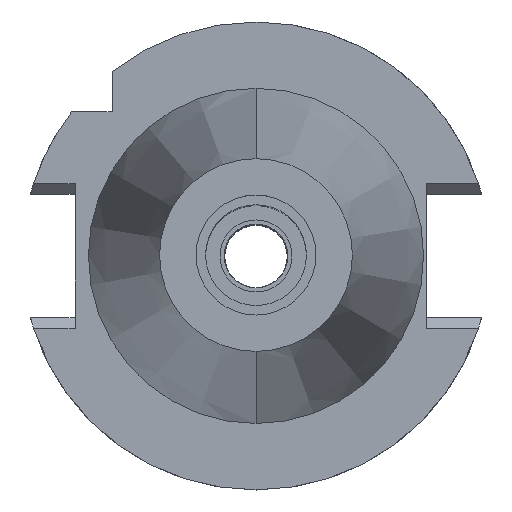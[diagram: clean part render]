
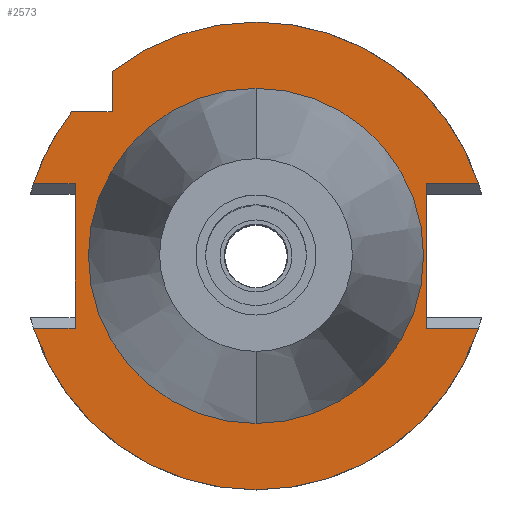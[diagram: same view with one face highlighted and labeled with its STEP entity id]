
A CAD part, top view. The second image highlights one B-rep face of the part: STEP entity #2573.
In plain terms, the highlighted planar face has unit normal (0, 0, 1).
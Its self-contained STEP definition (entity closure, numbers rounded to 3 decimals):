
#753=DIRECTION('',(0.,-1.,0.));
#754=VECTOR('',#753,30.1);
#755=CARTESIAN_POINT('',(-37.7,15.05,-1.5));
#756=LINE('',#755,#754);
#816=DIRECTION('',(-1.,0.,0.));
#817=VECTOR('',#816,8.426);
#818=CARTESIAN_POINT('',(-30.,30.,-1.5));
#819=LINE('',#818,#817);
#840=DIRECTION('',(0.,1.,0.));
#841=VECTOR('',#840,8.426);
#842=CARTESIAN_POINT('',(-30.,30.,-1.5));
#843=LINE('',#842,#841);
#847=CARTESIAN_POINT('',(0.,0.,-1.5));
#848=DIRECTION('',(0.,0.,-1.));
#849=DIRECTION('',(-0.615,0.788,0.));
#850=AXIS2_PLACEMENT_3D('',#847,#848,#849);
#855=CARTESIAN_POINT('',(0.,0.,-1.5));
#856=DIRECTION('',(0.,0.,-1.));
#857=DIRECTION('',(0.,1.,0.));
#858=AXIS2_PLACEMENT_3D('',#855,#856,#857);
#863=DIRECTION('',(0.,-1.,0.));
#864=VECTOR('',#863,30.1);
#865=CARTESIAN_POINT('',(35.5,15.05,-1.5));
#866=LINE('',#865,#864);
#870=DIRECTION('',(1.,0.,0.));
#871=VECTOR('',#870,10.869);
#872=CARTESIAN_POINT('',(35.5,-15.05,-1.5));
#873=LINE('',#872,#871);
#877=CARTESIAN_POINT('',(0.,0.,-1.5));
#878=DIRECTION('',(0.,0.,-1.));
#879=DIRECTION('',(0.951,-0.309,0.));
#880=AXIS2_PLACEMENT_3D('',#877,#878,#879);
#885=CARTESIAN_POINT('',(0.,0.,-1.5));
#886=DIRECTION('',(0.,0.,-1.));
#887=DIRECTION('',(0.,-1.,0.));
#888=AXIS2_PLACEMENT_3D('',#885,#886,#887);
#893=DIRECTION('',(-1.,0.,0.));
#894=VECTOR('',#893,8.669);
#895=CARTESIAN_POINT('',(-37.7,15.05,-1.5));
#896=LINE('',#895,#894);
#900=CARTESIAN_POINT('',(0.,0.,-1.5));
#901=DIRECTION('',(0.,0.,-1.));
#902=DIRECTION('',(-0.951,0.309,0.));
#903=AXIS2_PLACEMENT_3D('',#900,#901,#902);
#908=CARTESIAN_POINT('',(0.,0.,-1.5));
#909=DIRECTION('',(0.,0.,1.));
#910=DIRECTION('',(0.,-1.,0.));
#911=AXIS2_PLACEMENT_3D('',#908,#909,#910);
#916=CARTESIAN_POINT('',(0.,0.,-1.5));
#917=DIRECTION('',(0.,0.,1.));
#918=DIRECTION('',(0.,1.,0.));
#919=AXIS2_PLACEMENT_3D('',#916,#917,#918);
#941=CARTESIAN_POINT('',(46.369,15.05,-1.5));
#1107=DIRECTION('',(1.,0.,0.));
#1108=VECTOR('',#1107,10.869);
#1109=CARTESIAN_POINT('',(35.5,15.05,-1.5));
#1110=LINE('',#1109,#1108);
#1117=CARTESIAN_POINT('',(-46.369,-15.05,-1.5));
#1151=DIRECTION('',(-1.,0.,0.));
#1152=VECTOR('',#1151,8.669);
#1153=CARTESIAN_POINT('',(-37.7,-15.05,-1.5));
#1154=LINE('',#1153,#1152);
#1650=CARTESIAN_POINT('',(-30.,38.426,-1.5));
#1651=VERTEX_POINT('',#1650);
#1652=CARTESIAN_POINT('',(-30.,30.,-1.5));
#1653=VERTEX_POINT('',#1652);
#1683=CARTESIAN_POINT('',(-37.7,15.05,-1.5));
#1684=VERTEX_POINT('',#1683);
#1685=CARTESIAN_POINT('',(-37.7,-15.05,-1.5));
#1686=VERTEX_POINT('',#1685);
#1743=VERTEX_POINT('',#1117);
#1744=CARTESIAN_POINT('',(0.,-48.75,-1.5));
#1745=VERTEX_POINT('',#1744);
#1746=CARTESIAN_POINT('',(46.369,-15.05,-1.5));
#1747=VERTEX_POINT('',#1746);
#1751=VERTEX_POINT('',#941);
#1752=CARTESIAN_POINT('',(0.,48.75,-1.5));
#1753=VERTEX_POINT('',#1752);
#1754=CARTESIAN_POINT('',(-38.426,30.,-1.5));
#1755=VERTEX_POINT('',#1754);
#1756=CARTESIAN_POINT('',(-46.369,15.05,-1.5));
#1757=VERTEX_POINT('',#1756);
#1758=CARTESIAN_POINT('',(35.5,15.05,-1.5));
#1759=VERTEX_POINT('',#1758);
#1760=CARTESIAN_POINT('',(35.5,-15.05,-1.5));
#1761=VERTEX_POINT('',#1760);
#1762=CARTESIAN_POINT('',(0.,-34.925,-1.5));
#1763=CARTESIAN_POINT('',(0.,34.925,-1.5));
#1764=VERTEX_POINT('',#1762);
#1765=VERTEX_POINT('',#1763);
#2538=CARTESIAN_POINT('',(0.,0.,-1.5));
#2539=DIRECTION('',(0.,0.,-1.));
#2540=DIRECTION('',(0.,-1.,0.));
#2541=AXIS2_PLACEMENT_3D('',#2538,#2539,#2540);
#2542=PLANE('',#2541);
#2543=ORIENTED_EDGE('',*,*,#2318,.T.);
#2545=ORIENTED_EDGE('',*,*,#2544,.T.);
#2547=ORIENTED_EDGE('',*,*,#2546,.T.);
#2549=ORIENTED_EDGE('',*,*,#2548,.F.);
#2550=ORIENTED_EDGE('',*,*,#2378,.T.);
#2552=ORIENTED_EDGE('',*,*,#2551,.T.);
#2554=ORIENTED_EDGE('',*,*,#2553,.T.);
#2556=ORIENTED_EDGE('',*,*,#2555,.T.);
#2558=ORIENTED_EDGE('',*,*,#2557,.F.);
#2559=ORIENTED_EDGE('',*,*,#2465,.F.);
#2561=ORIENTED_EDGE('',*,*,#2560,.T.);
#2563=ORIENTED_EDGE('',*,*,#2562,.T.);
#2564=ORIENTED_EDGE('',*,*,#2520,.F.);
#2565=EDGE_LOOP('',(#2543,#2545,#2547,#2549,#2550,#2552,#2554,#2556,#2558,#2559,
#2561,#2563,#2564));
#2566=FACE_OUTER_BOUND('',#2565,.F.);
#2568=ORIENTED_EDGE('',*,*,#2567,.T.);
#2570=ORIENTED_EDGE('',*,*,#2569,.T.);
#2571=EDGE_LOOP('',(#2568,#2570));
#2572=FACE_BOUND('',#2571,.F.);
#851=CIRCLE('',#850,48.75);
#859=CIRCLE('',#858,48.75);
#881=CIRCLE('',#880,48.75);
#889=CIRCLE('',#888,48.75);
#904=CIRCLE('',#903,48.75);
#912=CIRCLE('',#911,34.925);
#920=CIRCLE('',#919,34.925);
#2318=EDGE_CURVE('',#1653,#1651,#843,.T.);
#2378=EDGE_CURVE('',#1759,#1761,#866,.T.);
#2465=EDGE_CURVE('',#1684,#1686,#756,.T.);
#2520=EDGE_CURVE('',#1653,#1755,#819,.T.);
#2544=EDGE_CURVE('',#1651,#1753,#851,.T.);
#2546=EDGE_CURVE('',#1753,#1751,#859,.T.);
#2548=EDGE_CURVE('',#1759,#1751,#1110,.T.);
#2551=EDGE_CURVE('',#1761,#1747,#873,.T.);
#2553=EDGE_CURVE('',#1747,#1745,#881,.T.);
#2555=EDGE_CURVE('',#1745,#1743,#889,.T.);
#2557=EDGE_CURVE('',#1686,#1743,#1154,.T.);
#2560=EDGE_CURVE('',#1684,#1757,#896,.T.);
#2562=EDGE_CURVE('',#1757,#1755,#904,.T.);
#2567=EDGE_CURVE('',#1764,#1765,#912,.T.);
#2569=EDGE_CURVE('',#1765,#1764,#920,.T.);
#2573=ADVANCED_FACE('',(#2566,#2572),#2542,.F.);
